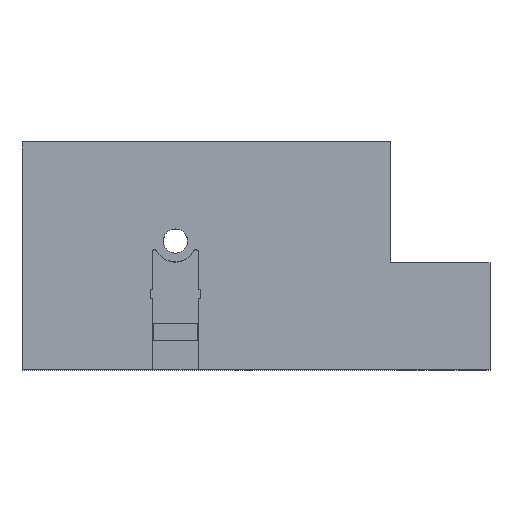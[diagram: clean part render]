
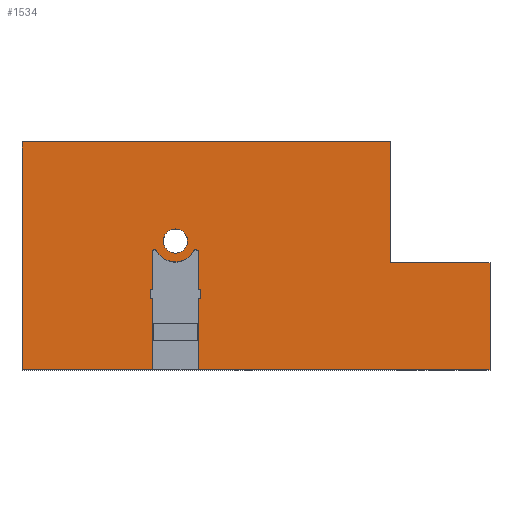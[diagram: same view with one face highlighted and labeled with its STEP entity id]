
A CAD part, top view. The second image highlights one B-rep face of the part: STEP entity #1534.
In plain terms, the highlighted planar face has unit normal (0, 0, 1).
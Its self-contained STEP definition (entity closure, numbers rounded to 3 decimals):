
#1370=AXIS2_PLACEMENT_3D('Plane Axis2P3D',#1367,#1368,#1369) ;
#1442=AXIS2_PLACEMENT_3D('Circle Axis2P3D',#1440,#1441,$) ;
#1449=AXIS2_PLACEMENT_3D('Circle Axis2P3D',#1447,#1448,$) ;
#1456=AXIS2_PLACEMENT_3D('Circle Axis2P3D',#1454,#1455,$) ;
#1518=AXIS2_PLACEMENT_3D('Circle Axis2P3D',#1516,#1517,$) ;
#1527=AXIS2_PLACEMENT_3D('Circle Axis2P3D',#1525,#1526,$) ;
#36=CARTESIAN_POINT('Line Origine',(8.1,0.,14.9)) ;
#40=CARTESIAN_POINT('Vertex',(16.2,0.,14.9)) ;
#42=CARTESIAN_POINT('Vertex',(0.,0.,14.9)) ;
#63=CARTESIAN_POINT('Vertex',(58.12,0.,14.9)) ;
#66=CARTESIAN_POINT('Line Origine',(40.01,0.,14.9)) ;
#70=CARTESIAN_POINT('Vertex',(21.9,0.,14.9)) ;
#1367=CARTESIAN_POINT('Axis2P3D Location',(0.,28.3,14.9)) ;
#1372=CARTESIAN_POINT('Line Origine',(58.12,6.65,14.9)) ;
#1376=CARTESIAN_POINT('Vertex',(58.12,13.3,14.9)) ;
#1379=CARTESIAN_POINT('Line Origine',(51.92,13.3,14.9)) ;
#1383=CARTESIAN_POINT('Vertex',(45.72,13.3,14.9)) ;
#1386=CARTESIAN_POINT('Line Origine',(45.72,20.8,14.9)) ;
#1390=CARTESIAN_POINT('Vertex',(45.72,28.3,14.9)) ;
#1393=CARTESIAN_POINT('Line Origine',(22.86,28.3,14.9)) ;
#1397=CARTESIAN_POINT('Vertex',(0.,28.3,14.9)) ;
#1400=CARTESIAN_POINT('Line Origine',(0.,14.15,14.9)) ;
#1405=CARTESIAN_POINT('Line Origine',(16.2,4.45,14.9)) ;
#1409=CARTESIAN_POINT('Vertex',(16.2,8.9,14.9)) ;
#1412=CARTESIAN_POINT('Line Origine',(16.05,8.9,14.9)) ;
#1416=CARTESIAN_POINT('Vertex',(15.9,8.9,14.9)) ;
#1419=CARTESIAN_POINT('Line Origine',(15.9,9.425,14.9)) ;
#1423=CARTESIAN_POINT('Vertex',(15.9,9.95,14.9)) ;
#1426=CARTESIAN_POINT('Line Origine',(16.05,9.95,14.9)) ;
#1430=CARTESIAN_POINT('Vertex',(16.2,9.95,14.9)) ;
#1433=CARTESIAN_POINT('Line Origine',(16.2,12.284,14.9)) ;
#1437=CARTESIAN_POINT('Vertex',(16.2,14.619,14.9)) ;
#1440=CARTESIAN_POINT('Axis2P3D Location',(16.5,14.619,14.9)) ;
#1444=CARTESIAN_POINT('Vertex',(16.764,14.762,14.9)) ;
#1447=CARTESIAN_POINT('Axis2P3D Location',(19.05,16.,14.9)) ;
#1451=CARTESIAN_POINT('Vertex',(21.336,14.762,14.9)) ;
#1454=CARTESIAN_POINT('Axis2P3D Location',(21.6,14.619,14.9)) ;
#1458=CARTESIAN_POINT('Vertex',(21.9,14.619,14.9)) ;
#1461=CARTESIAN_POINT('Line Origine',(21.9,12.284,14.9)) ;
#1465=CARTESIAN_POINT('Vertex',(21.9,9.95,14.9)) ;
#1468=CARTESIAN_POINT('Line Origine',(22.05,9.95,14.9)) ;
#1472=CARTESIAN_POINT('Vertex',(22.2,9.95,14.9)) ;
#1475=CARTESIAN_POINT('Line Origine',(22.2,9.425,14.9)) ;
#1479=CARTESIAN_POINT('Vertex',(22.2,8.9,14.9)) ;
#1482=CARTESIAN_POINT('Line Origine',(22.05,8.9,14.9)) ;
#1486=CARTESIAN_POINT('Vertex',(21.9,8.9,14.9)) ;
#1489=CARTESIAN_POINT('Line Origine',(21.9,4.45,14.9)) ;
#1516=CARTESIAN_POINT('Axis2P3D Location',(19.05,16.,14.9)) ;
#1520=CARTESIAN_POINT('Vertex',(20.55,16.,14.9)) ;
#1522=CARTESIAN_POINT('Vertex',(17.55,16.,14.9)) ;
#1525=CARTESIAN_POINT('Axis2P3D Location',(19.05,16.,14.9)) ;
#37=DIRECTION('Vector Direction',(-1.,0.,0.)) ;
#67=DIRECTION('Vector Direction',(-1.,0.,0.)) ;
#1368=DIRECTION('Axis2P3D Direction',(-0.,0.,1.)) ;
#1369=DIRECTION('Axis2P3D XDirection',(0.,-1.,0.)) ;
#1373=DIRECTION('Vector Direction',(0.,1.,0.)) ;
#1380=DIRECTION('Vector Direction',(-1.,0.,0.)) ;
#1387=DIRECTION('Vector Direction',(0.,-1.,0.)) ;
#1394=DIRECTION('Vector Direction',(1.,0.,0.)) ;
#1401=DIRECTION('Vector Direction',(0.,-1.,0.)) ;
#1406=DIRECTION('Vector Direction',(0.,-1.,0.)) ;
#1413=DIRECTION('Vector Direction',(1.,0.,0.)) ;
#1420=DIRECTION('Vector Direction',(0.,-1.,0.)) ;
#1427=DIRECTION('Vector Direction',(-1.,0.,0.)) ;
#1434=DIRECTION('Vector Direction',(0.,-1.,0.)) ;
#1441=DIRECTION('Axis2P3D Direction',(-0.,0.,1.)) ;
#1448=DIRECTION('Axis2P3D Direction',(-0.,0.,1.)) ;
#1455=DIRECTION('Axis2P3D Direction',(-0.,0.,1.)) ;
#1462=DIRECTION('Vector Direction',(0.,1.,0.)) ;
#1469=DIRECTION('Vector Direction',(-1.,0.,0.)) ;
#1476=DIRECTION('Vector Direction',(0.,1.,0.)) ;
#1483=DIRECTION('Vector Direction',(1.,0.,0.)) ;
#1490=DIRECTION('Vector Direction',(0.,1.,0.)) ;
#1517=DIRECTION('Axis2P3D Direction',(-0.,0.,1.)) ;
#1526=DIRECTION('Axis2P3D Direction',(-0.,0.,1.)) ;
#38=VECTOR('Line Direction',#37,1.) ;
#68=VECTOR('Line Direction',#67,1.) ;
#1374=VECTOR('Line Direction',#1373,1.) ;
#1381=VECTOR('Line Direction',#1380,1.) ;
#1388=VECTOR('Line Direction',#1387,1.) ;
#1395=VECTOR('Line Direction',#1394,1.) ;
#1402=VECTOR('Line Direction',#1401,1.) ;
#1407=VECTOR('Line Direction',#1406,1.) ;
#1414=VECTOR('Line Direction',#1413,1.) ;
#1421=VECTOR('Line Direction',#1420,1.) ;
#1428=VECTOR('Line Direction',#1427,1.) ;
#1435=VECTOR('Line Direction',#1434,1.) ;
#1463=VECTOR('Line Direction',#1462,1.) ;
#1470=VECTOR('Line Direction',#1469,1.) ;
#1477=VECTOR('Line Direction',#1476,1.) ;
#1484=VECTOR('Line Direction',#1483,1.) ;
#1491=VECTOR('Line Direction',#1490,1.) ;
#1495=ORIENTED_EDGE('',*,*,#72,.F.) ;
#1496=ORIENTED_EDGE('',*,*,#1378,.T.) ;
#1497=ORIENTED_EDGE('',*,*,#1385,.T.) ;
#1498=ORIENTED_EDGE('',*,*,#1392,.T.) ;
#1499=ORIENTED_EDGE('',*,*,#1399,.F.) ;
#1500=ORIENTED_EDGE('',*,*,#1404,.F.) ;
#1501=ORIENTED_EDGE('',*,*,#44,.F.) ;
#1502=ORIENTED_EDGE('',*,*,#1411,.F.) ;
#1503=ORIENTED_EDGE('',*,*,#1418,.F.) ;
#1504=ORIENTED_EDGE('',*,*,#1425,.F.) ;
#1505=ORIENTED_EDGE('',*,*,#1432,.F.) ;
#1506=ORIENTED_EDGE('',*,*,#1439,.F.) ;
#1507=ORIENTED_EDGE('',*,*,#1446,.F.) ;
#1508=ORIENTED_EDGE('',*,*,#1453,.F.) ;
#1509=ORIENTED_EDGE('',*,*,#1460,.F.) ;
#1510=ORIENTED_EDGE('',*,*,#1467,.F.) ;
#1511=ORIENTED_EDGE('',*,*,#1474,.F.) ;
#1512=ORIENTED_EDGE('',*,*,#1481,.F.) ;
#1513=ORIENTED_EDGE('',*,*,#1488,.F.) ;
#1514=ORIENTED_EDGE('',*,*,#1493,.F.) ;
#1531=ORIENTED_EDGE('',*,*,#1524,.F.) ;
#1532=ORIENTED_EDGE('',*,*,#1529,.F.) ;
#1533=FACE_BOUND('',#1530,.T.) ;
#1534=ADVANCED_FACE('HOUSING',(#1515,#1533),#1371,.T.) ;
#1443=CIRCLE('generated circle',#1442,0.3) ;
#1450=CIRCLE('generated circle',#1449,2.6) ;
#1457=CIRCLE('generated circle',#1456,0.3) ;
#1519=CIRCLE('generated circle',#1518,1.5) ;
#1528=CIRCLE('generated circle',#1527,1.5) ;
#44=EDGE_CURVE('',#41,#43,#39,.T.) ;
#72=EDGE_CURVE('',#64,#71,#69,.T.) ;
#1378=EDGE_CURVE('',#64,#1377,#1375,.T.) ;
#1385=EDGE_CURVE('',#1377,#1384,#1382,.T.) ;
#1392=EDGE_CURVE('',#1384,#1391,#1389,.F.) ;
#1399=EDGE_CURVE('',#1398,#1391,#1396,.T.) ;
#1404=EDGE_CURVE('',#43,#1398,#1403,.F.) ;
#1411=EDGE_CURVE('',#1410,#41,#1408,.T.) ;
#1418=EDGE_CURVE('',#1417,#1410,#1415,.T.) ;
#1425=EDGE_CURVE('',#1424,#1417,#1422,.T.) ;
#1432=EDGE_CURVE('',#1431,#1424,#1429,.T.) ;
#1439=EDGE_CURVE('',#1438,#1431,#1436,.T.) ;
#1446=EDGE_CURVE('',#1445,#1438,#1443,.T.) ;
#1453=EDGE_CURVE('',#1452,#1445,#1450,.F.) ;
#1460=EDGE_CURVE('',#1459,#1452,#1457,.T.) ;
#1467=EDGE_CURVE('',#1466,#1459,#1464,.T.) ;
#1474=EDGE_CURVE('',#1473,#1466,#1471,.T.) ;
#1481=EDGE_CURVE('',#1480,#1473,#1478,.T.) ;
#1488=EDGE_CURVE('',#1487,#1480,#1485,.T.) ;
#1493=EDGE_CURVE('',#71,#1487,#1492,.T.) ;
#1524=EDGE_CURVE('',#1521,#1523,#1519,.T.) ;
#1529=EDGE_CURVE('',#1523,#1521,#1528,.T.) ;
#1494=EDGE_LOOP('',(#1495,#1496,#1497,#1498,#1499,#1500,#1501,#1502,#1503,#1504,#1505,#1506,#1507,#1508,#1509,#1510,#1511,#1512,#1513,#1514)) ;
#1530=EDGE_LOOP('',(#1531,#1532)) ;
#1515=FACE_OUTER_BOUND('',#1494,.T.) ;
#39=LINE('Line',#36,#38) ;
#69=LINE('Line',#66,#68) ;
#1375=LINE('Line',#1372,#1374) ;
#1382=LINE('Line',#1379,#1381) ;
#1389=LINE('Line',#1386,#1388) ;
#1396=LINE('Line',#1393,#1395) ;
#1403=LINE('Line',#1400,#1402) ;
#1408=LINE('Line',#1405,#1407) ;
#1415=LINE('Line',#1412,#1414) ;
#1422=LINE('Line',#1419,#1421) ;
#1429=LINE('Line',#1426,#1428) ;
#1436=LINE('Line',#1433,#1435) ;
#1464=LINE('Line',#1461,#1463) ;
#1471=LINE('Line',#1468,#1470) ;
#1478=LINE('Line',#1475,#1477) ;
#1485=LINE('Line',#1482,#1484) ;
#1492=LINE('Line',#1489,#1491) ;
#1371=PLANE('',#1370) ;
#41=VERTEX_POINT('',#40) ;
#43=VERTEX_POINT('',#42) ;
#64=VERTEX_POINT('',#63) ;
#71=VERTEX_POINT('',#70) ;
#1377=VERTEX_POINT('',#1376) ;
#1384=VERTEX_POINT('',#1383) ;
#1391=VERTEX_POINT('',#1390) ;
#1398=VERTEX_POINT('',#1397) ;
#1410=VERTEX_POINT('',#1409) ;
#1417=VERTEX_POINT('',#1416) ;
#1424=VERTEX_POINT('',#1423) ;
#1431=VERTEX_POINT('',#1430) ;
#1438=VERTEX_POINT('',#1437) ;
#1445=VERTEX_POINT('',#1444) ;
#1452=VERTEX_POINT('',#1451) ;
#1459=VERTEX_POINT('',#1458) ;
#1466=VERTEX_POINT('',#1465) ;
#1473=VERTEX_POINT('',#1472) ;
#1480=VERTEX_POINT('',#1479) ;
#1487=VERTEX_POINT('',#1486) ;
#1521=VERTEX_POINT('',#1520) ;
#1523=VERTEX_POINT('',#1522) ;
